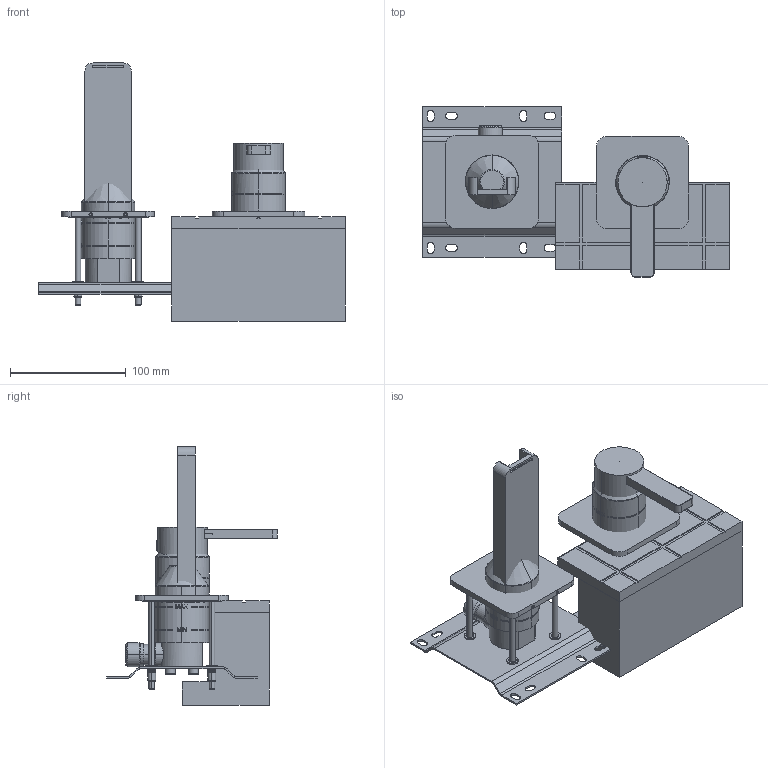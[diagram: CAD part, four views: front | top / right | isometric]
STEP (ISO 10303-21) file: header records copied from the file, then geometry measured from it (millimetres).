
FILE_DESCRIPTION (( 'STEP AP203' ), '1' );
FILE_NAME ('500029vic0_asm.STEP', '2018-09-13T20:32:38', ( '' ), ( '' ), 'SwSTEP 2.0', 'SolidWorks 2015', '' );
FILE_SCHEMA (( 'CONFIG_CONTROL_DESIGN' ));
Length unit declared in the file: millimetre
Products named in the file (65): 17000042_ASM; 11000033; 07010106W_ASM; 16000967_ASM; 07010106W_B; 16000007_ASM; 04000061; 05002003; 01000087; 06000036; 07010106W_C; 07010106W_D; 16000721_ASM; 06022007; 16000720_ASM; MURO_INCASSI_1FORO_AF0; 01000418; 16000658_ASM; 12000225_AF0; 03000064; 10000085; 500028VIC0_ASM; 04000091; MURO_INCASSI_PIAST_1FORO_AF0; 03000063; 04000063; 07010106W_A; MURO_INCASSI_1FORO_ASM; 16000112_ASM; 300006VIC0_ASM; 06020407; 04000095; 10000099; 06003501; 16000008_OBSOLETO_ASM; 06020307; 16000690_ASM; 16001975_ASM; 500027VIC0_ASM; 06000053 ...
Assembly tree (79 placements, depth 6):
  500029vic0_asm
    300011VIC0_ASM
      300023VIC0_ASM
        16000967_ASM
          01000418
          12000687
        16000007_ASM
          07010106W_ASM
            07010106W_A
            07010106W_B
            07010106W_C
            07010106W_D
        16000112_ASM
          06003501
        10000076
        MURO_INCASSI_1FORO_ASM
          MURO_INCASSI_1FORO_AF0
          MURO_INCASSI_PIAST_1FORO_AF0
      300006VIC0_ASM
        10000089
        01000093_ASM
          01000084_AF0
          12000225_AF0
        06000036  x3
        17000042_ASM
          12000214
          04000061
        06020407  x2
        10000076
        10000099  x4
    500027VIC0_ASM
      16000721_ASM
        10000085
        04000063
      16000008_OBSOLETO_ASM
        06006201
      16000690_ASM
        03000063
        03000064
        06000047
        06023707
        16000657_ASM
          06022007
        16000658_ASM
          05002003
        06020307
      16001383_ASM
        10000155
    500028VIC0_ASM
      16000720_ASM
        10000086
        06000040  x2
      16001975_ASM
        16001974_ASM
          01000087
          11000033
          04000095
          10000091
          06000037  x3
          16000714_ASM
Bounding box: 265 x 147.5 x 223 mm (x, y, z)
Volume: 864489 mm3; surface area: 344184 mm2
Topology: 22 solids, 107 shells, 3105 faces, 8408 edges, 5430 vertices
Faces by surface type: plane 1813, cylinder 798, cone 305, bspline 179, torus 10
Entity records: 88091 total; most frequent: CARTESIAN_POINT 23615, ORIENTED_EDGE 11908, DIRECTION 11848, EDGE_CURVE 6027, AXIS2_PLACEMENT_3D 4135, VERTEX_POINT 3903, LINE 3578, VECTOR 3578
